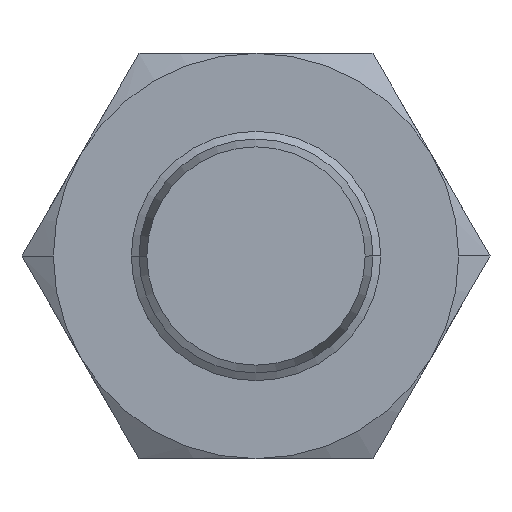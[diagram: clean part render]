
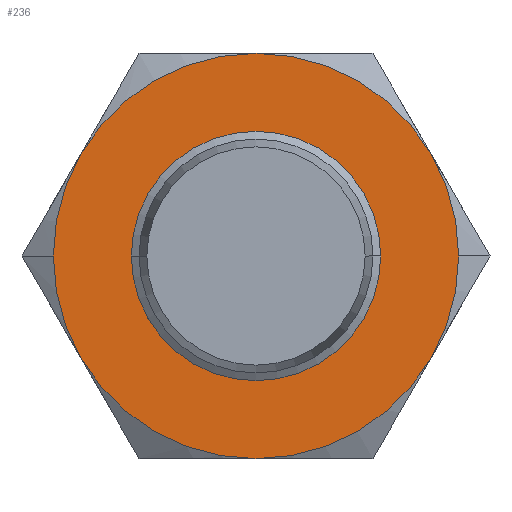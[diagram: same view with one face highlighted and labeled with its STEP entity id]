
A CAD part, front view. The second image highlights one B-rep face of the part: STEP entity #236.
In plain terms, the highlighted planar face has unit normal (0, -1, 0).
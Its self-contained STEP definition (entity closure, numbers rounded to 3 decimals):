
#236=ADVANCED_FACE('',(#411,#412),#413,.T.);
#411=FACE_OUTER_BOUND('',#625,.T.);
#412=FACE_BOUND('',#626,.T.);
#413=PLANE('',#627);
#625=EDGE_LOOP('',(#1143,#1144,#1145,#1146,#1147,#1148,#1149,#1150));
#626=EDGE_LOOP('',(#1151,#1152));
#627=AXIS2_PLACEMENT_3D('',#1153,#1154,#1155);
#1143=ORIENTED_EDGE('',*,*,#1547,.F.);
#1144=ORIENTED_EDGE('',*,*,#1533,.F.);
#1145=ORIENTED_EDGE('',*,*,#1536,.F.);
#1146=ORIENTED_EDGE('',*,*,#1538,.F.);
#1147=ORIENTED_EDGE('',*,*,#1531,.F.);
#1148=ORIENTED_EDGE('',*,*,#1542,.F.);
#1149=ORIENTED_EDGE('',*,*,#1545,.F.);
#1150=ORIENTED_EDGE('',*,*,#1527,.F.);
#1151=ORIENTED_EDGE('',*,*,#1567,.T.);
#1152=ORIENTED_EDGE('',*,*,#1511,.T.);
#1153=CARTESIAN_POINT('',(5.25,-11.0,0.0));
#1154=DIRECTION('',(0.0,-1.0,0.0));
#1155=DIRECTION('',(-1.0,0.0,0.0));
#1511=EDGE_CURVE('',#1771,#1768,#1772,.T.);
#1527=EDGE_CURVE('',#1798,#1801,#1802,.T.);
#1531=EDGE_CURVE('',#1807,#1805,#1809,.T.);
#1533=EDGE_CURVE('',#1811,#1813,#1814,.T.);
#1536=EDGE_CURVE('',#1817,#1811,#1819,.T.);
#1538=EDGE_CURVE('',#1805,#1817,#1821,.T.);
#1542=EDGE_CURVE('',#1825,#1807,#1827,.T.);
#1545=EDGE_CURVE('',#1801,#1825,#1831,.T.);
#1547=EDGE_CURVE('',#1813,#1798,#1833,.T.);
#1567=EDGE_CURVE('',#1768,#1771,#1861,.T.);
#1768=VERTEX_POINT('',#2264);
#1771=VERTEX_POINT('',#2268);
#1772=CIRCLE('',#2269,4.0);
#1798=VERTEX_POINT('',#2324);
#1801=VERTEX_POINT('',#2328);
#1802=CIRCLE('',#2329,6.5);
#1805=VERTEX_POINT('',#2343);
#1807=VERTEX_POINT('',#2346);
#1809=CIRCLE('',#2359,6.5);
#1811=VERTEX_POINT('',#2361);
#1813=VERTEX_POINT('',#2374);
#1814=CIRCLE('',#2375,6.5);
#1817=VERTEX_POINT('',#2389);
#1819=CIRCLE('',#2402,6.5);
#1821=CIRCLE('',#2415,6.5);
#1825=VERTEX_POINT('',#2441);
#1827=CIRCLE('',#2454,6.5);
#1831=CIRCLE('',#2480,6.5);
#1833=CIRCLE('',#2493,6.5);
#1861=CIRCLE('',#2631,4.0);
#2264=CARTESIAN_POINT('',(4.0,-11.0,0.0));
#2268=CARTESIAN_POINT('',(-4.0,-11.0,0.));
#2269=AXIS2_PLACEMENT_3D('',#3187,#3188,#3189);
#2324=CARTESIAN_POINT('',(6.5,-11.0,0.));
#2328=CARTESIAN_POINT('',(5.629,-11.0,-3.25));
#2329=AXIS2_PLACEMENT_3D('',#3213,#3214,#3215);
#2343=CARTESIAN_POINT('',(-6.5,-11.0,0.));
#2346=CARTESIAN_POINT('',(-5.629,-11.0,-3.25));
#2359=AXIS2_PLACEMENT_3D('',#3217,#3218,#3219);
#2361=CARTESIAN_POINT('',(0.,-11.0,6.5));
#2374=CARTESIAN_POINT('',(5.629,-11.0,3.25));
#2375=AXIS2_PLACEMENT_3D('',#3220,#3221,#3222);
#2389=CARTESIAN_POINT('',(-5.629,-11.0,3.25));
#2402=AXIS2_PLACEMENT_3D('',#3223,#3224,#3225);
#2415=AXIS2_PLACEMENT_3D('',#3226,#3227,#3228);
#2441=CARTESIAN_POINT('',(0.0,-11.0,-6.5));
#2454=AXIS2_PLACEMENT_3D('',#3229,#3230,#3231);
#2480=AXIS2_PLACEMENT_3D('',#3232,#3233,#3234);
#2493=AXIS2_PLACEMENT_3D('',#3235,#3236,#3237);
#2631=AXIS2_PLACEMENT_3D('',#3265,#3266,#3267);
#3187=CARTESIAN_POINT('',(0.0,-11.0,0.0));
#3188=DIRECTION('',(0.0,1.0,0.0));
#3189=DIRECTION('',(1.0,0.0,0.0));
#3213=CARTESIAN_POINT('',(0.0,-11.0,0.0));
#3214=DIRECTION('',(0.0,1.0,0.0));
#3215=DIRECTION('',(1.0,0.0,0.0));
#3217=CARTESIAN_POINT('',(0.0,-11.0,0.0));
#3218=DIRECTION('',(0.0,1.0,0.0));
#3219=DIRECTION('',(1.0,0.0,0.0));
#3220=CARTESIAN_POINT('',(0.0,-11.0,0.0));
#3221=DIRECTION('',(0.0,1.0,0.0));
#3222=DIRECTION('',(1.0,0.0,0.0));
#3223=CARTESIAN_POINT('',(0.0,-11.0,0.0));
#3224=DIRECTION('',(0.0,1.0,0.0));
#3225=DIRECTION('',(1.0,0.0,0.0));
#3226=CARTESIAN_POINT('',(0.0,-11.0,0.0));
#3227=DIRECTION('',(0.0,1.0,0.0));
#3228=DIRECTION('',(1.0,0.0,0.0));
#3229=CARTESIAN_POINT('',(0.0,-11.0,0.0));
#3230=DIRECTION('',(0.0,1.0,0.0));
#3231=DIRECTION('',(1.0,0.0,0.0));
#3232=CARTESIAN_POINT('',(0.0,-11.0,0.0));
#3233=DIRECTION('',(0.0,1.0,0.0));
#3234=DIRECTION('',(1.0,0.0,0.0));
#3235=CARTESIAN_POINT('',(0.0,-11.0,0.0));
#3236=DIRECTION('',(0.0,1.0,0.0));
#3237=DIRECTION('',(1.0,0.0,0.0));
#3265=CARTESIAN_POINT('',(0.0,-11.0,0.0));
#3266=DIRECTION('',(0.0,1.0,0.0));
#3267=DIRECTION('',(1.0,0.0,0.0));
